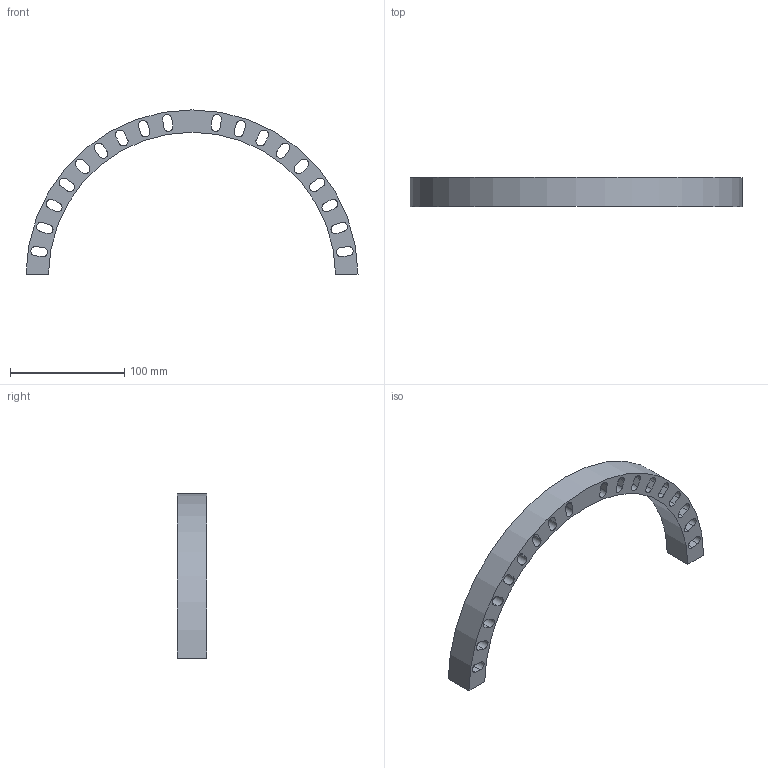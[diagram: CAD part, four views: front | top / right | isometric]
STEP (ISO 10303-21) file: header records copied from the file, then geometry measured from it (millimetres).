
FILE_DESCRIPTION(/* description */ (''),/* implementation_level */ '2;1');
FILE_NAME(/* name */ 'ePic-L2_FrameFPC-eSide.v5-CARBONDUOCEL.stp',/* time_stamp */ '2025-05-13T15:02:43+02:00',/* author */ (''),/* organization */ (''),/* preprocessor_version */ 'ST-DEVELOPER v19.4',/* originating_system */ 'SIEMENS PLM Software NX2306.5001',/* authorisation */ '');
FILE_SCHEMA (('AP203_CONFIGURATION_CONTROLLED_3D_DESIGN_OF_MECHANICAL_PARTS_AND_ASSEMBLIES_MIM_LF { 1 0 10303 403 2 1 2}'));
Length unit declared in the file: millimetre
Products named in the file (1): ePic-L2_FrameFPC-eSide.v5_objects
Bounding box: 289.98 x 25.4 x 143.5 mm (x, y, z)
Volume: 162308.6 mm3; surface area: 52773 mm2
Topology: 1 solids, 1 shells, 78 faces, 228 edges, 152 vertices
Faces by surface type: plane 40, cylinder 38
Entity records: 2766 total; most frequent: DIRECTION 462, CARTESIAN_POINT 459, ORIENTED_EDGE 456, EDGE_CURVE 228, AXIS2_PLACEMENT_3D 155, VERTEX_POINT 152, LINE 152, VECTOR 152
